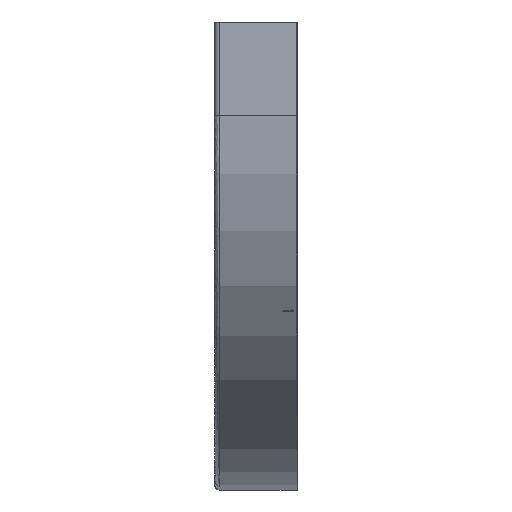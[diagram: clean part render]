
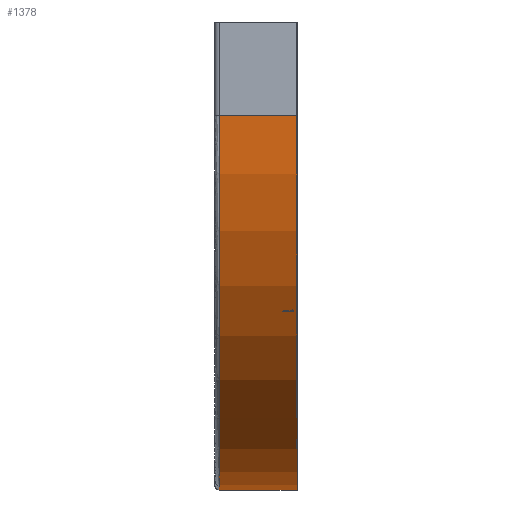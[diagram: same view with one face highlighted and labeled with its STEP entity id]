
A CAD part, left-side view. The second image highlights one B-rep face of the part: STEP entity #1378.
In plain terms, the highlighted cylindrical face has radius 500 mm (diameter 1000 mm), a partial arc.
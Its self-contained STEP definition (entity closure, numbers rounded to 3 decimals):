
#19 = DIRECTION ( 'NONE',  ( 0., 0., 1. ) ) ;
#90 = ORIENTED_EDGE ( 'NONE', *, *, #2760, .T. ) ;
#315 = CARTESIAN_POINT ( 'NONE',  ( 0., 0., -125. ) ) ;
#325 = ORIENTED_EDGE ( 'NONE', *, *, #555, .T. ) ;
#532 = LINE ( 'NONE', #315, #2813 ) ;
#555 = EDGE_CURVE ( 'NONE', #2665, #744, #3063, .T. ) ;
#726 = CARTESIAN_POINT ( 'NONE',  ( -500., 104., -625. ) ) ;
#744 = VERTEX_POINT ( 'NONE', #726 ) ;
#977 = VECTOR ( 'NONE', #2592, 1000. ) ;
#1092 = AXIS2_PLACEMENT_3D ( 'NONE', #1675, #2589, #19 ) ;
#1264 = ORIENTED_EDGE ( 'NONE', *, *, #3647, .T. ) ;
#1292 = VERTEX_POINT ( 'NONE', #2475 ) ;
#1378 = ADVANCED_FACE ( 'NONE', ( #2301 ), #2344, .T. ) ;
#1596 = CIRCLE ( 'NONE', #1092, 500. ) ;
#1675 = CARTESIAN_POINT ( 'NONE',  ( -500., 0., -125. ) ) ;
#1701 = AXIS2_PLACEMENT_3D ( 'NONE', #3416, #3426, #3436 ) ;
#1979 = VERTEX_POINT ( 'NONE', #2849 ) ;
#2279 = CARTESIAN_POINT ( 'NONE',  ( -500., 0., -625. ) ) ;
#2301 = FACE_OUTER_BOUND ( 'NONE', #4006, .T. ) ;
#2344 = CYLINDRICAL_SURFACE ( 'NONE', #2903, 500. ) ;
#2415 = ORIENTED_EDGE ( 'NONE', *, *, #3136, .T. ) ;
#2475 = CARTESIAN_POINT ( 'NONE',  ( 0., 0., -125. ) ) ;
#2506 = CIRCLE ( 'NONE', #1701, 500. ) ;
#2589 = DIRECTION ( 'NONE',  ( 0., 1., 0. ) ) ;
#2592 = DIRECTION ( 'NONE',  ( 0., 1., 0. ) ) ;
#2665 = VERTEX_POINT ( 'NONE', #2279 ) ;
#2739 = CARTESIAN_POINT ( 'NONE',  ( -500., 0., -625. ) ) ;
#2760 = EDGE_CURVE ( 'NONE', #744, #1979, #2506, .T. ) ;
#2813 = VECTOR ( 'NONE', #4115, 1000. ) ;
#2849 = CARTESIAN_POINT ( 'NONE',  ( 0., 104., -125. ) ) ;
#2903 = AXIS2_PLACEMENT_3D ( 'NONE', #3667, #3786, #3726 ) ;
#3063 = LINE ( 'NONE', #2739, #977 ) ;
#3136 = EDGE_CURVE ( 'NONE', #1292, #2665, #1596, .T. ) ;
#3416 = CARTESIAN_POINT ( 'NONE',  ( -500., 104., -125. ) ) ;
#3426 = DIRECTION ( 'NONE',  ( 0., -1., 0. ) ) ;
#3436 = DIRECTION ( 'NONE',  ( 0., 0., 1. ) ) ;
#3647 = EDGE_CURVE ( 'NONE', #1979, #1292, #532, .T. ) ;
#3667 = CARTESIAN_POINT ( 'NONE',  ( -500., 0., -125. ) ) ;
#3726 = DIRECTION ( 'NONE',  ( 0., 0., 1. ) ) ;
#3786 = DIRECTION ( 'NONE',  ( 0., 1., 0. ) ) ;
#4006 = EDGE_LOOP ( 'NONE', ( #2415, #325, #90, #1264 ) ) ;
#4115 = DIRECTION ( 'NONE',  ( 0., -1., 0. ) ) ;
